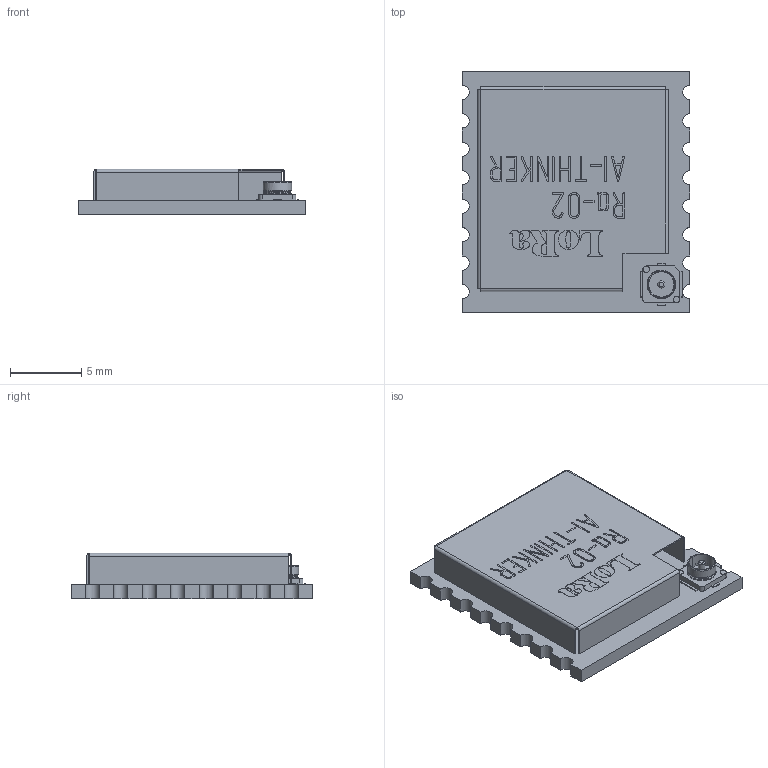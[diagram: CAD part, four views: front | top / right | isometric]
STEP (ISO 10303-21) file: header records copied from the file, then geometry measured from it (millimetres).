
FILE_DESCRIPTION(('STEP AP203'), '1');
FILE_NAME('RA-02_module', '', ('UNSPECIFIED'), ('UNSPECIFIED'), 'ASCON STEP Converter 1.3', 'ASCON Math Kernel', '');
FILE_SCHEMA(('CONFIG_CONTROL_DESIGN'));
Length unit declared in the file: millimetre
Products named in the file (4): RSP-122811-01
Assembly tree (3 placements, depth 2):
  (unnamed)
    (unnamed)
    RSP-122811-01
    (unnamed)
Bounding box: 16 x 17 x 3.2 mm (x, y, z)
Volume: 293.9 mm3; surface area: 1212.7 mm2
Topology: 2 solids, 3 shells, 681 faces, 1826 edges, 1152 vertices
Faces by surface type: extrusion 283, plane 256, cylinder 95, sphere 26, torus 11, bspline 7, cone 3
Full cylindrical faces by diameter (mm): 0.45 x2, 0.5 x1
Entity records: 27628 total; most frequent: CARTESIAN_POINT 6233, ORIENTED_EDGE 3584, DIRECTION 2457, EDGE_CURVE 1792, VECTOR 1279, VERTEX_POINT 1160, LINE 996, B_SPLINE_CURVE_WITH_KNOTS 886
